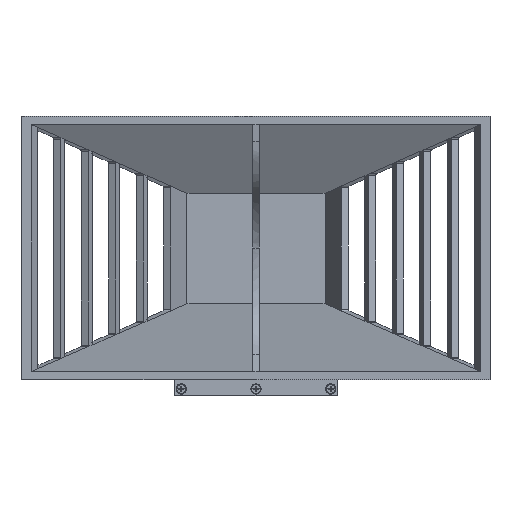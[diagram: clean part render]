
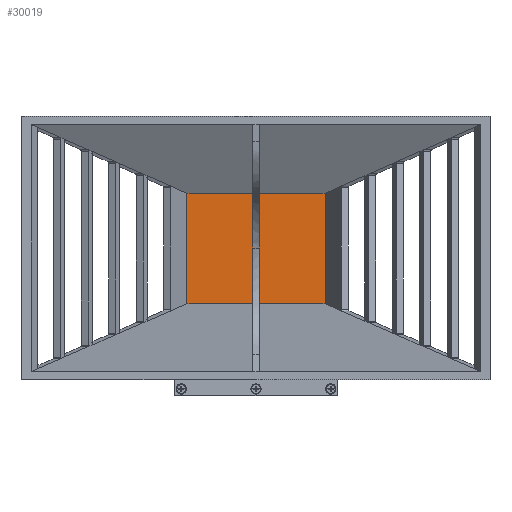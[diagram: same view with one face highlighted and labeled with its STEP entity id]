
A CAD part, top view. The second image highlights one B-rep face of the part: STEP entity #30019.
In plain terms, the highlighted planar face has unit normal (0, 0, 1).
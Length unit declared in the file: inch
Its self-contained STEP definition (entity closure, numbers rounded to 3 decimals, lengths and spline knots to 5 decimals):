
#815 = ORIENTED_EDGE ( 'NONE', *, *, #5207, .F. ) ;
#1048 = CARTESIAN_POINT ( 'NONE',  ( 1.67323, -1.33858, 0. ) ) ;
#1199 = LINE ( 'NONE', #27457, #15081 ) ;
#1622 = VECTOR ( 'NONE', #17615, 39.37008 ) ;
#1655 = CARTESIAN_POINT ( 'NONE',  ( 0.07874, -0.01378, 0. ) ) ;
#1696 = CARTESIAN_POINT ( 'NONE',  ( 0., 0., 0. ) ) ;
#1712 = ORIENTED_EDGE ( 'NONE', *, *, #25023, .F. ) ;
#2268 = VECTOR ( 'NONE', #17330, 39.37008 ) ;
#2935 = DIRECTION ( 'NONE',  ( 0., 0., -1. ) ) ;
#3293 = AXIS2_PLACEMENT_3D ( 'NONE', #1696, #2935, #33485 ) ;
#3377 = VERTEX_POINT ( 'NONE', #5620 ) ;
#3388 = EDGE_CURVE ( 'NONE', #44358, #24858, #45041, .T. ) ;
#3797 = VERTEX_POINT ( 'NONE', #1655 ) ;
#5009 = CARTESIAN_POINT ( 'NONE',  ( -1.67323, -1.33858, 0. ) ) ;
#5207 = EDGE_CURVE ( 'NONE', #44358, #26439, #22760, .T. ) ;
#5620 = CARTESIAN_POINT ( 'NONE',  ( -0.07874, -0.01378, 0. ) ) ;
#6356 = VECTOR ( 'NONE', #35452, 39.37008 ) ;
#7610 = EDGE_CURVE ( 'NONE', #19965, #8030, #41883, .T. ) ;
#7920 = VECTOR ( 'NONE', #23277, 39.37008 ) ;
#8030 = VERTEX_POINT ( 'NONE', #1048 ) ;
#9814 = DIRECTION ( 'NONE',  ( 0., -1., 0. ) ) ;
#10562 = CARTESIAN_POINT ( 'NONE',  ( 0.07874, 0., 0. ) ) ;
#10804 = CARTESIAN_POINT ( 'NONE',  ( 0., 1.33858, 0. ) ) ;
#11893 = EDGE_CURVE ( 'NONE', #3797, #34769, #32784, .T. ) ;
#13280 = LINE ( 'NONE', #23830, #43895 ) ;
#14128 = DIRECTION ( 'NONE',  ( -1., 0., 0. ) ) ;
#14431 = CARTESIAN_POINT ( 'NONE',  ( -0.07874, 0., 0. ) ) ;
#14530 = EDGE_LOOP ( 'NONE', ( #33142, #31401, #14601, #16909, #22723, #18352, #38645, #1712, #24894, #815, #39687, #22872 ) ) ;
#14601 = ORIENTED_EDGE ( 'NONE', *, *, #44805, .T. ) ;
#14606 = VECTOR ( 'NONE', #17378, 39.37008 ) ;
#14710 = DIRECTION ( 'NONE',  ( -1., 0., 0. ) ) ;
#15081 = VECTOR ( 'NONE', #9814, 39.37008 ) ;
#16548 = EDGE_CURVE ( 'NONE', #3797, #3377, #36654, .T. ) ;
#16827 = CARTESIAN_POINT ( 'NONE',  ( 0., -1.33858, 0. ) ) ;
#16909 = ORIENTED_EDGE ( 'NONE', *, *, #7610, .F. ) ;
#16967 = LINE ( 'NONE', #14431, #1622 ) ;
#17330 = DIRECTION ( 'NONE',  ( 0., -1., 0. ) ) ;
#17378 = DIRECTION ( 'NONE',  ( 1., 0., 0. ) ) ;
#17615 = DIRECTION ( 'NONE',  ( 0., -1., 0. ) ) ;
#18352 = ORIENTED_EDGE ( 'NONE', *, *, #36239, .T. ) ;
#18512 = CARTESIAN_POINT ( 'NONE',  ( -0.07874, 0.01378, 0. ) ) ;
#18589 = CARTESIAN_POINT ( 'NONE',  ( 1.67323, 1.33858, 0. ) ) ;
#18844 = VECTOR ( 'NONE', #31551, 39.37008 ) ;
#19964 = PLANE ( 'NONE',  #3293 ) ;
#19965 = VERTEX_POINT ( 'NONE', #23201 ) ;
#19984 = VERTEX_POINT ( 'NONE', #40828 ) ;
#21342 = CARTESIAN_POINT ( 'NONE',  ( 0.07874, -1.33858, 0. ) ) ;
#22131 = DIRECTION ( 'NONE',  ( 0., -1., 0. ) ) ;
#22723 = ORIENTED_EDGE ( 'NONE', *, *, #38866, .T. ) ;
#22760 = LINE ( 'NONE', #30918, #7920 ) ;
#22872 = ORIENTED_EDGE ( 'NONE', *, *, #41367, .F. ) ;
#23201 = CARTESIAN_POINT ( 'NONE',  ( 1.67323, 1.33858, 0. ) ) ;
#23277 = DIRECTION ( 'NONE',  ( 0., 1., 0. ) ) ;
#23352 = CARTESIAN_POINT ( 'NONE',  ( -0.07874, 1.33858, 0. ) ) ;
#23521 = CARTESIAN_POINT ( 'NONE',  ( 0., 1.33858, 0. ) ) ;
#23830 = CARTESIAN_POINT ( 'NONE',  ( 0.07874, 0., 0. ) ) ;
#24592 = LINE ( 'NONE', #10804, #39248 ) ;
#24858 = VERTEX_POINT ( 'NONE', #37015 ) ;
#24894 = ORIENTED_EDGE ( 'NONE', *, *, #32958, .T. ) ;
#24989 = DIRECTION ( 'NONE',  ( 0., -1., 0. ) ) ;
#25023 = EDGE_CURVE ( 'NONE', #44888, #35297, #16967, .T. ) ;
#26439 = VERTEX_POINT ( 'NONE', #30673 ) ;
#27169 = VECTOR ( 'NONE', #22131, 39.37008 ) ;
#27457 = CARTESIAN_POINT ( 'NONE',  ( -0.07874, 0., 0. ) ) ;
#28017 = CARTESIAN_POINT ( 'NONE',  ( 0., 0.01378, 0. ) ) ;
#29297 = VECTOR ( 'NONE', #41558, 39.37008 ) ;
#30019 = ADVANCED_FACE ( 'NONE', ( #41714 ), #19964, .F. ) ;
#30673 = CARTESIAN_POINT ( 'NONE',  ( -1.67323, 1.33858, 0. ) ) ;
#30918 = CARTESIAN_POINT ( 'NONE',  ( -1.67323, 1.33858, 0. ) ) ;
#31401 = ORIENTED_EDGE ( 'NONE', *, *, #11893, .T. ) ;
#31551 = DIRECTION ( 'NONE',  ( 1., 0., 0. ) ) ;
#31826 = CARTESIAN_POINT ( 'NONE',  ( 0., -1.33858, 0. ) ) ;
#32276 = VECTOR ( 'NONE', #14128, 39.37008 ) ;
#32784 = LINE ( 'NONE', #10562, #2268 ) ;
#32813 = LINE ( 'NONE', #23521, #32276 ) ;
#32958 = EDGE_CURVE ( 'NONE', #44888, #26439, #24592, .T. ) ;
#33142 = ORIENTED_EDGE ( 'NONE', *, *, #16548, .F. ) ;
#33485 = DIRECTION ( 'NONE',  ( 0., -1., 0. ) ) ;
#34043 = LINE ( 'NONE', #28017, #18844 ) ;
#34769 = VERTEX_POINT ( 'NONE', #21342 ) ;
#34849 = CARTESIAN_POINT ( 'NONE',  ( 0., -0.01378, 0. ) ) ;
#35297 = VERTEX_POINT ( 'NONE', #18512 ) ;
#35452 = DIRECTION ( 'NONE',  ( -1., 0., 0. ) ) ;
#36239 = EDGE_CURVE ( 'NONE', #37576, #19984, #13280, .T. ) ;
#36654 = LINE ( 'NONE', #34849, #6356 ) ;
#37015 = CARTESIAN_POINT ( 'NONE',  ( -0.07874, -1.33858, 0. ) ) ;
#37576 = VERTEX_POINT ( 'NONE', #41867 ) ;
#38645 = ORIENTED_EDGE ( 'NONE', *, *, #39285, .F. ) ;
#38866 = EDGE_CURVE ( 'NONE', #19965, #37576, #32813, .T. ) ;
#39248 = VECTOR ( 'NONE', #14710, 39.37008 ) ;
#39285 = EDGE_CURVE ( 'NONE', #35297, #19984, #34043, .T. ) ;
#39687 = ORIENTED_EDGE ( 'NONE', *, *, #3388, .T. ) ;
#40828 = CARTESIAN_POINT ( 'NONE',  ( 0.07874, 0.01378, 0. ) ) ;
#41367 = EDGE_CURVE ( 'NONE', #3377, #24858, #1199, .T. ) ;
#41558 = DIRECTION ( 'NONE',  ( 1., 0., 0. ) ) ;
#41714 = FACE_OUTER_BOUND ( 'NONE', #14530, .T. ) ;
#41867 = CARTESIAN_POINT ( 'NONE',  ( 0.07874, 1.33858, 0. ) ) ;
#41883 = LINE ( 'NONE', #18589, #27169 ) ;
#43895 = VECTOR ( 'NONE', #24989, 39.37008 ) ;
#44358 = VERTEX_POINT ( 'NONE', #5009 ) ;
#44485 = LINE ( 'NONE', #16827, #29297 ) ;
#44805 = EDGE_CURVE ( 'NONE', #34769, #8030, #44485, .T. ) ;
#44888 = VERTEX_POINT ( 'NONE', #23352 ) ;
#45041 = LINE ( 'NONE', #31826, #14606 ) ;
